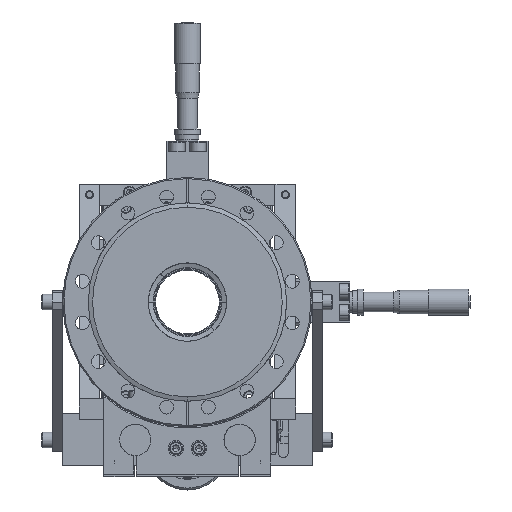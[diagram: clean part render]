
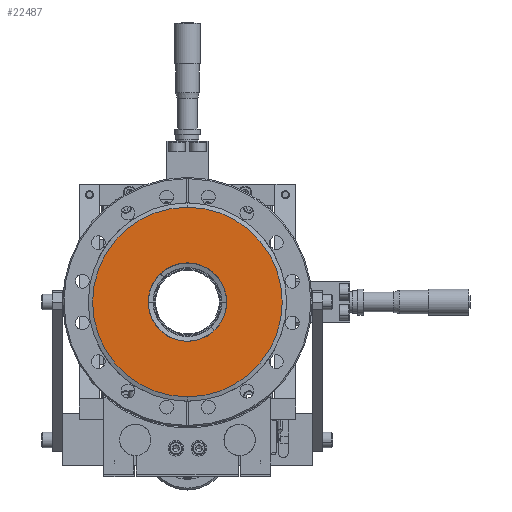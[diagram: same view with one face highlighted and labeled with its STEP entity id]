
A CAD part, front view. The second image highlights one B-rep face of the part: STEP entity #22487.
In plain terms, the highlighted planar face has unit normal (0, -1, 0).
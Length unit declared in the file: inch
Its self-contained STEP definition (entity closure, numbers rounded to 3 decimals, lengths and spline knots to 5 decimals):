
#7366 = CIRCLE ( 'NONE', #90764, 0.94 ) ;
#7385 = CIRCLE ( 'NONE', #90773, 2.27 ) ;
#7555 = CIRCLE ( 'NONE', #90806, 2.27 ) ;
#7565 = CIRCLE ( 'NONE', #90792, 0.94 ) ;
#9281 = CARTESIAN_POINT ( 'NONE',  ( 0., 0.086, 0. ) ) ;
#9282 = DIRECTION ( 'NONE',  ( 0., -1., 0. ) ) ;
#9283 = DIRECTION ( 'NONE',  ( 0., 0., -1. ) ) ;
#9294 = CARTESIAN_POINT ( 'NONE',  ( 0., 0.086, 0. ) ) ;
#9297 = DIRECTION ( 'NONE',  ( 0., -1., 0. ) ) ;
#9298 = DIRECTION ( 'NONE',  ( 0., 0., -1. ) ) ;
#9566 = CARTESIAN_POINT ( 'NONE',  ( 0., 0.086, 0. ) ) ;
#9572 = DIRECTION ( 'NONE',  ( 0., -1., 0. ) ) ;
#9573 = DIRECTION ( 'NONE',  ( 0., 0., -1. ) ) ;
#9579 = CARTESIAN_POINT ( 'NONE',  ( 0., 0.086, 0. ) ) ;
#9580 = DIRECTION ( 'NONE',  ( 0., -1., 0. ) ) ;
#9581 = DIRECTION ( 'NONE',  ( 0., 0., -1. ) ) ;
#22487 = ADVANCED_FACE ( 'NONE', ( #59608, #59643 ), #57541, .F. ) ;
#24863 = EDGE_LOOP ( 'NONE', ( #101667, #101668 ) ) ;
#27910 = EDGE_LOOP ( 'NONE', ( #101665, #101666 ) ) ;
#35948 = EDGE_CURVE ( 'NONE', #102750, #102712, #7366, .T. ) ;
#35955 = EDGE_CURVE ( 'NONE', #102685, #102655, #7385, .T. ) ;
#36039 = EDGE_CURVE ( 'NONE', #102655, #102685, #7555, .T. ) ;
#36046 = EDGE_CURVE ( 'NONE', #102712, #102750, #7565, .T. ) ;
#53679 = AXIS2_PLACEMENT_3D ( 'NONE', #57539, #57554, #57555 ) ;
#57539 = CARTESIAN_POINT ( 'NONE',  ( 0., 0.086, 2.27 ) ) ;
#57541 = PLANE ( 'NONE',  #53679 ) ;
#57554 = DIRECTION ( 'NONE',  ( 0., 1., 0. ) ) ;
#57555 = DIRECTION ( 'NONE',  ( 0., 0., 1. ) ) ;
#59608 = FACE_BOUND ( 'NONE', #27910, .T. ) ;
#59643 = FACE_OUTER_BOUND ( 'NONE', #24863, .T. ) ;
#59768 = CARTESIAN_POINT ( 'NONE',  ( 0., 0.086, -2.27 ) ) ;
#59808 = CARTESIAN_POINT ( 'NONE',  ( 0., 0.086, 2.27 ) ) ;
#59838 = CARTESIAN_POINT ( 'NONE',  ( 0., 0.086, -0.94 ) ) ;
#59876 = CARTESIAN_POINT ( 'NONE',  ( 0., 0.086, 0.94 ) ) ;
#90764 = AXIS2_PLACEMENT_3D ( 'NONE', #9281, #9282, #9283 ) ;
#90773 = AXIS2_PLACEMENT_3D ( 'NONE', #9294, #9297, #9298 ) ;
#90792 = AXIS2_PLACEMENT_3D ( 'NONE', #9579, #9580, #9581 ) ;
#90806 = AXIS2_PLACEMENT_3D ( 'NONE', #9566, #9572, #9573 ) ;
#101665 = ORIENTED_EDGE ( 'NONE', *, *, #36046, .F. ) ;
#101666 = ORIENTED_EDGE ( 'NONE', *, *, #35948, .F. ) ;
#101667 = ORIENTED_EDGE ( 'NONE', *, *, #36039, .T. ) ;
#101668 = ORIENTED_EDGE ( 'NONE', *, *, #35955, .T. ) ;
#102655 = VERTEX_POINT ( 'NONE', #59768 ) ;
#102685 = VERTEX_POINT ( 'NONE', #59808 ) ;
#102712 = VERTEX_POINT ( 'NONE', #59838 ) ;
#102750 = VERTEX_POINT ( 'NONE', #59876 ) ;
